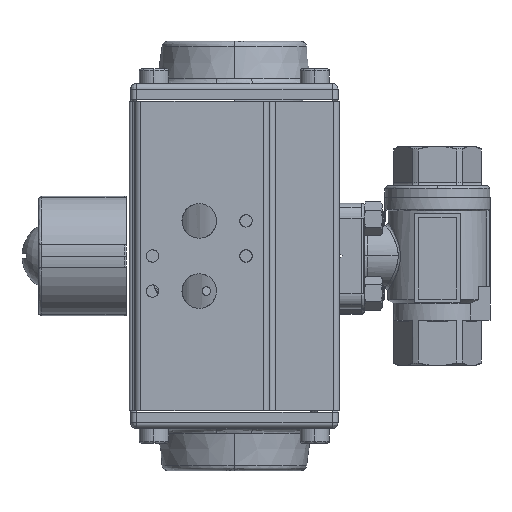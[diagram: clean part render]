
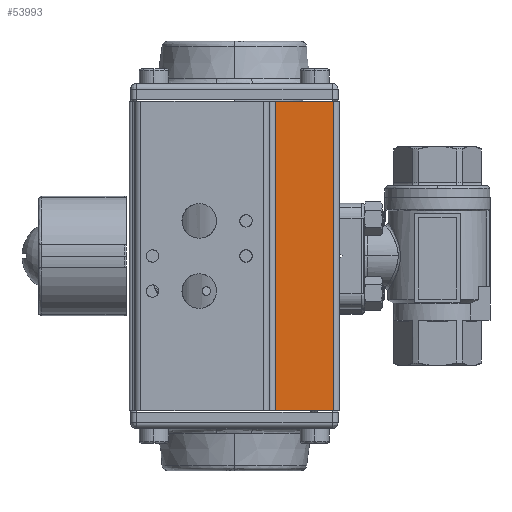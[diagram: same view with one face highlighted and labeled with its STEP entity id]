
A CAD part, left-side view. The second image highlights one B-rep face of the part: STEP entity #53993.
In plain terms, the highlighted planar face has unit normal (1, 0, 0).
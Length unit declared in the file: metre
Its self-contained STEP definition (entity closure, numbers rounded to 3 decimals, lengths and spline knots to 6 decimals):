
#5107 = CARTESIAN_POINT ( 'NONE',  ( -0.025949, -0.043535, 0.094 ) ) ;
#7123 = VERTEX_POINT ( 'NONE', #32072 ) ;
#9857 = EDGE_CURVE ( 'NONE', #69579, #57874, #18278, .T. ) ;
#10099 = CARTESIAN_POINT ( 'NONE',  ( -0.025949, -0.043535, 0.094 ) ) ;
#10420 = DIRECTION ( 'NONE',  ( 0., 1., 0. ) ) ;
#10669 = LINE ( 'NONE', #45591, #37163 ) ;
#11775 = VECTOR ( 'NONE', #42175, 1. ) ;
#12111 = EDGE_CURVE ( 'NONE', #7123, #72178, #14669, .T. ) ;
#13217 = EDGE_CURVE ( 'NONE', #57874, #7123, #57149, .T. ) ;
#14669 = LINE ( 'NONE', #21853, #44961 ) ;
#15509 = AXIS2_PLACEMENT_3D ( 'NONE', #5107, #44964, #10420 ) ;
#18278 = LINE ( 'NONE', #19806, #11775 ) ;
#19806 = CARTESIAN_POINT ( 'NONE',  ( -0.025949, -0.043535, 0.094 ) ) ;
#20606 = ORIENTED_EDGE ( 'NONE', *, *, #13217, .T. ) ;
#21092 = CARTESIAN_POINT ( 'NONE',  ( -0.025949, -0.043535, 0.2 ) ) ;
#21743 = DIRECTION ( 'NONE',  ( 0., -1., 0. ) ) ;
#21853 = CARTESIAN_POINT ( 'NONE',  ( -0.025949, -0.023535, 0.094 ) ) ;
#24190 = CARTESIAN_POINT ( 'NONE',  ( -0.025949, -0.023535, 0.2 ) ) ;
#32072 = CARTESIAN_POINT ( 'NONE',  ( -0.025949, -0.023535, 0.094 ) ) ;
#37163 = VECTOR ( 'NONE', #21743, 1. ) ;
#41950 = ORIENTED_EDGE ( 'NONE', *, *, #45563, .T. ) ;
#42175 = DIRECTION ( 'NONE',  ( 0., 0., -1. ) ) ;
#42740 = EDGE_LOOP ( 'NONE', ( #49838, #41950, #59388, #20606 ) ) ;
#44961 = VECTOR ( 'NONE', #44966, 1. ) ;
#44964 = DIRECTION ( 'NONE',  ( 1., 0., 0. ) ) ;
#44966 = DIRECTION ( 'NONE',  ( 0., 0., 1. ) ) ;
#45563 = EDGE_CURVE ( 'NONE', #72178, #69579, #10669, .T. ) ;
#45591 = CARTESIAN_POINT ( 'NONE',  ( -0.025949, -0.043535, 0.2 ) ) ;
#49838 = ORIENTED_EDGE ( 'NONE', *, *, #12111, .T. ) ;
#53993 = ADVANCED_FACE ( 'NONE', ( #67728 ), #62029, .T. ) ;
#57149 = LINE ( 'NONE', #62442, #74265 ) ;
#57874 = VERTEX_POINT ( 'NONE', #10099 ) ;
#59388 = ORIENTED_EDGE ( 'NONE', *, *, #9857, .T. ) ;
#62029 = PLANE ( 'NONE',  #15509 ) ;
#62442 = CARTESIAN_POINT ( 'NONE',  ( -0.025949, -0.043535, 0.094 ) ) ;
#67049 = DIRECTION ( 'NONE',  ( 0., 1., 0. ) ) ;
#67728 = FACE_OUTER_BOUND ( 'NONE', #42740, .T. ) ;
#69579 = VERTEX_POINT ( 'NONE', #21092 ) ;
#72178 = VERTEX_POINT ( 'NONE', #24190 ) ;
#74265 = VECTOR ( 'NONE', #67049, 1. ) ;
